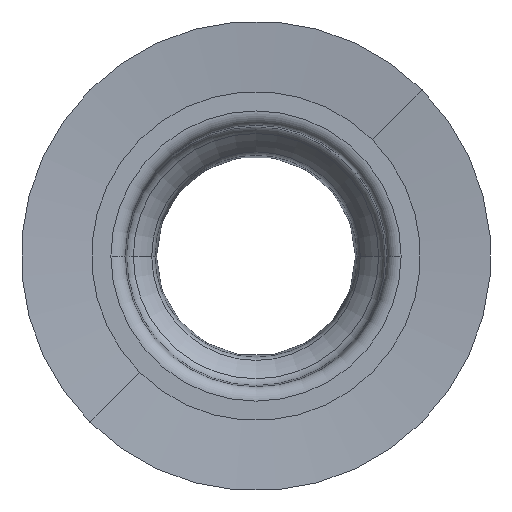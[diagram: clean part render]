
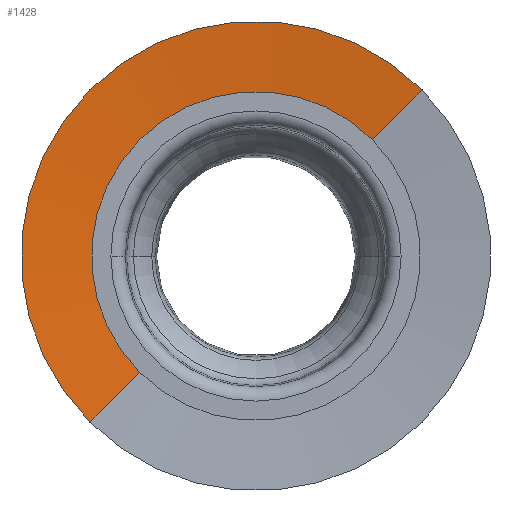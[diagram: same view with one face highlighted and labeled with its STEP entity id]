
A CAD part, top view. The second image highlights one B-rep face of the part: STEP entity #1428.
In plain terms, the highlighted conical face has half-angle 85.047 degrees and reference radius 4.25 mm.
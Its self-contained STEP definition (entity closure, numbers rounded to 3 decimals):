
#17=CARTESIAN_POINT('',(0.,0.,0.));
#18=DIRECTION('',(0.,0.,-1.));
#19=DIRECTION('',(-0.707,-0.707,0.));
#20=AXIS2_PLACEMENT_3D('',#17,#18,#19);
#22=DIRECTION('',(0.704,0.704,0.086));
#23=VECTOR('',#22,1.506);
#24=CARTESIAN_POINT('',(2.475,2.475,-0.13));
#25=LINE('',#24,#23);
#26=CARTESIAN_POINT('',(0.,0.,-0.13));
#27=DIRECTION('',(0.,0.,1.));
#28=DIRECTION('',(0.707,0.707,0.));
#29=AXIS2_PLACEMENT_3D('',#26,#27,#28);
#31=DIRECTION('',(-0.704,-0.704,0.086));
#32=VECTOR('',#31,1.506);
#33=CARTESIAN_POINT('',(-2.475,-2.475,-0.13));
#34=LINE('',#33,#32);
#1333=CARTESIAN_POINT('',(-2.475,-2.475,-0.13));
#1334=CARTESIAN_POINT('',(2.475,2.475,-0.13));
#1335=VERTEX_POINT('',#1333);
#1336=VERTEX_POINT('',#1334);
#1341=CARTESIAN_POINT('',(3.536,3.536,0.));
#1342=CARTESIAN_POINT('',(-3.536,-3.536,0.));
#1343=VERTEX_POINT('',#1341);
#1344=VERTEX_POINT('',#1342);
#1413=CARTESIAN_POINT('',(0.,0.,-0.065));
#1414=DIRECTION('',(0.,0.,1.));
#1415=DIRECTION('',(0.707,0.707,0.));
#1416=AXIS2_PLACEMENT_3D('',#1413,#1414,#1415);
#1417=CONICAL_SURFACE('',#1416,4.25,85.047);
#1419=ORIENTED_EDGE('',*,*,#1418,.T.);
#1421=ORIENTED_EDGE('',*,*,#1420,.F.);
#1423=ORIENTED_EDGE('',*,*,#1422,.T.);
#1425=ORIENTED_EDGE('',*,*,#1424,.T.);
#1426=EDGE_LOOP('',(#1419,#1421,#1423,#1425));
#1427=FACE_OUTER_BOUND('',#1426,.F.);
#21=CIRCLE('',#20,5.);
#30=CIRCLE('',#29,3.5);
#1418=EDGE_CURVE('',#1344,#1343,#21,.T.);
#1420=EDGE_CURVE('',#1336,#1343,#25,.T.);
#1422=EDGE_CURVE('',#1336,#1335,#30,.T.);
#1424=EDGE_CURVE('',#1335,#1344,#34,.T.);
#1428=ADVANCED_FACE('',(#1427),#1417,.F.);
